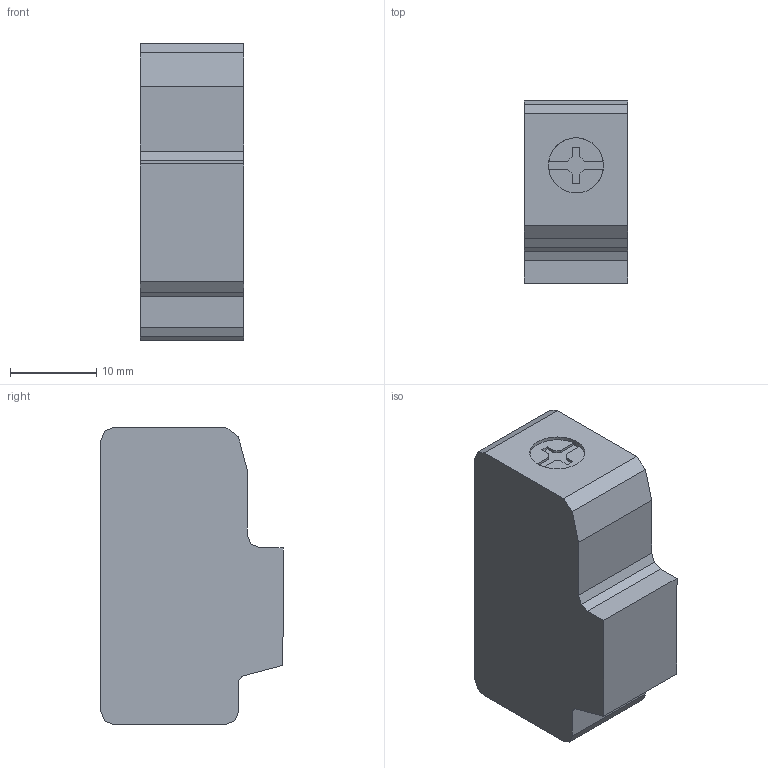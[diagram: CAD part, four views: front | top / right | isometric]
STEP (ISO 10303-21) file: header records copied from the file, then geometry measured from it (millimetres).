
FILE_DESCRIPTION((''),'2;1');
FILE_NAME('3d_11G232.stp','2012-10-03T13:26:45',(''),(''),'Mechanical Desktop 2011','Mechanical Desktop 2011',', , ');
FILE_SCHEMA(('CONFIG_CONTROL_DESIGN'));
Length unit declared in the file: millimetre
Products named in the file (1): Product
Bounding box: 12 x 21.15 x 34.5 mm (x, y, z)
Volume: 7596 mm3; surface area: 2548.3 mm2
Topology: 1 solids, 1 shells, 40 faces, 112 edges, 75 vertices
Faces by surface type: plane 38, cylinder 2
Entity records: 1368 total; most frequent: CARTESIAN_POINT 228, ORIENTED_EDGE 224, DIRECTION 203, EDGE_CURVE 112, VECTOR 103, LINE 103, VERTEX_POINT 75, AXIS2_PLACEMENT_3D 50
